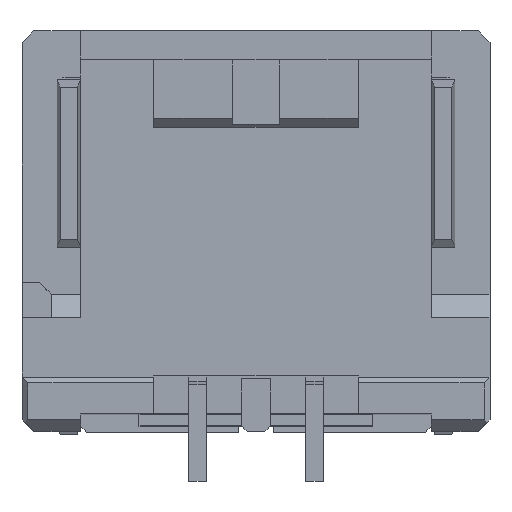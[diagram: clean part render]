
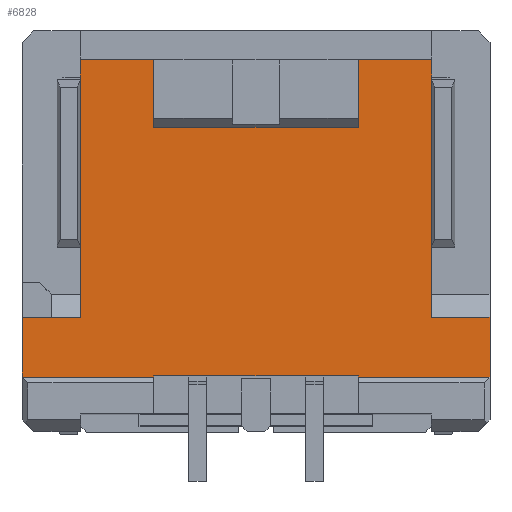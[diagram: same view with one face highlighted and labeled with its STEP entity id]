
A CAD part, top view. The second image highlights one B-rep face of the part: STEP entity #6828.
In plain terms, the highlighted planar face has unit normal (0, 0, 1).
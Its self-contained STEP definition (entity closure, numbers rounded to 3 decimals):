
#45=DIRECTION('',(0.,1.,0.));
#46=VECTOR('',#45,1.02);
#47=CARTESIAN_POINT('',(4.,-2.62,5.875));
#48=LINE('',#47,#46);
#317=DIRECTION('',(0.,1.,0.));
#318=VECTOR('',#317,4.4);
#319=CARTESIAN_POINT('',(3.,-1.6,5.875));
#320=LINE('',#319,#318);
#545=DIRECTION('',(0.,-1.,0.));
#546=VECTOR('',#545,4.4);
#547=CARTESIAN_POINT('',(-3.,2.8,5.875));
#548=LINE('',#547,#546);
#1357=DIRECTION('',(0.,1.,0.));
#1358=VECTOR('',#1357,1.02);
#1359=CARTESIAN_POINT('',(-4.,-2.62,5.875));
#1360=LINE('',#1359,#1358);
#1489=DIRECTION('',(1.,0.,0.));
#1490=VECTOR('',#1489,1.25);
#1491=CARTESIAN_POINT('',(-3.,2.8,5.875));
#1492=LINE('',#1491,#1490);
#1501=DIRECTION('',(-1.,0.,0.));
#1502=VECTOR('',#1501,1.25);
#1503=CARTESIAN_POINT('',(3.,2.8,5.875));
#1504=LINE('',#1503,#1502);
#1521=DIRECTION('',(-1.,0.,0.));
#1522=VECTOR('',#1521,3.5);
#1523=CARTESIAN_POINT('',(1.75,1.65,5.875));
#1524=LINE('',#1523,#1522);
#1561=DIRECTION('',(0.,-1.,0.));
#1562=VECTOR('',#1561,1.15);
#1563=CARTESIAN_POINT('',(1.75,2.8,5.875));
#1564=LINE('',#1563,#1562);
#1565=DIRECTION('',(0.,-1.,0.));
#1566=VECTOR('',#1565,1.15);
#1567=CARTESIAN_POINT('',(-1.75,2.8,5.875));
#1568=LINE('',#1567,#1566);
#1569=DIRECTION('',(-1.,0.,0.));
#1570=VECTOR('',#1569,1.);
#1571=CARTESIAN_POINT('',(4.,-1.6,5.875));
#1572=LINE('',#1571,#1570);
#1573=DIRECTION('',(-1.,0.,0.));
#1574=VECTOR('',#1573,2.25);
#1575=CARTESIAN_POINT('',(4.,-2.62,5.875));
#1576=LINE('',#1575,#1574);
#1577=DIRECTION('',(0.,1.,0.));
#1578=VECTOR('',#1577,0.02);
#1579=CARTESIAN_POINT('',(1.75,-2.62,5.875));
#1580=LINE('',#1579,#1578);
#1581=DIRECTION('',(-1.,0.,0.));
#1582=VECTOR('',#1581,3.5);
#1583=CARTESIAN_POINT('',(1.75,-2.6,5.875));
#1584=LINE('',#1583,#1582);
#1585=DIRECTION('',(0.,1.,0.));
#1586=VECTOR('',#1585,0.02);
#1587=CARTESIAN_POINT('',(-1.75,-2.62,5.875));
#1588=LINE('',#1587,#1586);
#1589=DIRECTION('',(-1.,0.,0.));
#1590=VECTOR('',#1589,2.25);
#1591=CARTESIAN_POINT('',(-1.75,-2.62,5.875));
#1592=LINE('',#1591,#1590);
#1593=DIRECTION('',(1.,0.,0.));
#1594=VECTOR('',#1593,1.);
#1595=CARTESIAN_POINT('',(-4.,-1.6,5.875));
#1596=LINE('',#1595,#1594);
#3685=CARTESIAN_POINT('',(-4.,-1.6,5.875));
#3686=CARTESIAN_POINT('',(-3.,-1.6,5.875));
#3687=VERTEX_POINT('',#3685);
#3688=VERTEX_POINT('',#3686);
#3695=CARTESIAN_POINT('',(-4.,-2.62,5.875));
#3696=VERTEX_POINT('',#3695);
#3717=CARTESIAN_POINT('',(4.,-1.6,5.875));
#3718=VERTEX_POINT('',#3717);
#3719=CARTESIAN_POINT('',(3.,-1.6,5.875));
#3720=VERTEX_POINT('',#3719);
#3727=CARTESIAN_POINT('',(4.,-2.62,5.875));
#3728=VERTEX_POINT('',#3727);
#4155=CARTESIAN_POINT('',(1.75,-2.6,5.875));
#4156=CARTESIAN_POINT('',(-1.75,-2.6,5.875));
#4157=VERTEX_POINT('',#4155);
#4158=VERTEX_POINT('',#4156);
#4159=CARTESIAN_POINT('',(-1.75,-2.62,5.875));
#4160=VERTEX_POINT('',#4159);
#4161=CARTESIAN_POINT('',(1.75,-2.62,5.875));
#4162=VERTEX_POINT('',#4161);
#4473=CARTESIAN_POINT('',(-1.75,1.65,5.875));
#4475=VERTEX_POINT('',#4473);
#4477=CARTESIAN_POINT('',(1.75,1.65,5.875));
#4479=VERTEX_POINT('',#4477);
#4485=CARTESIAN_POINT('',(-1.75,2.8,5.875));
#4486=VERTEX_POINT('',#4485);
#4487=CARTESIAN_POINT('',(-3.,2.8,5.875));
#4488=VERTEX_POINT('',#4487);
#4489=CARTESIAN_POINT('',(3.,2.8,5.875));
#4490=CARTESIAN_POINT('',(1.75,2.8,5.875));
#4491=VERTEX_POINT('',#4489);
#4492=VERTEX_POINT('',#4490);
#6797=CARTESIAN_POINT('',(4.,-2.62,5.875));
#6798=DIRECTION('',(0.,0.,1.));
#6799=DIRECTION('',(0.,1.,0.));
#6800=AXIS2_PLACEMENT_3D('',#6797,#6798,#6799);
#6801=PLANE('',#6800);
#6802=ORIENTED_EDGE('',*,*,#5356,.F.);
#6803=ORIENTED_EDGE('',*,*,#6705,.T.);
#6805=ORIENTED_EDGE('',*,*,#6804,.T.);
#6806=ORIENTED_EDGE('',*,*,#6744,.F.);
#6807=ORIENTED_EDGE('',*,*,#6792,.F.);
#6808=ORIENTED_EDGE('',*,*,#6710,.F.);
#6809=ORIENTED_EDGE('',*,*,#5121,.F.);
#6811=ORIENTED_EDGE('',*,*,#6810,.F.);
#6812=ORIENTED_EDGE('',*,*,#4850,.F.);
#6814=ORIENTED_EDGE('',*,*,#6813,.T.);
#6816=ORIENTED_EDGE('',*,*,#6815,.T.);
#6818=ORIENTED_EDGE('',*,*,#6817,.T.);
#6820=ORIENTED_EDGE('',*,*,#6819,.F.);
#6822=ORIENTED_EDGE('',*,*,#6821,.T.);
#6823=ORIENTED_EDGE('',*,*,#6607,.T.);
#6825=ORIENTED_EDGE('',*,*,#6824,.T.);
#6826=EDGE_LOOP('',(#6802,#6803,#6805,#6806,#6807,#6808,#6809,#6811,#6812,#6814,
#6816,#6818,#6820,#6822,#6823,#6825));
#6827=FACE_OUTER_BOUND('',#6826,.F.);
#6828=ADVANCED_FACE('',(#6827),#6801,.T.);
#4850=EDGE_CURVE('',#3728,#3718,#48,.T.);
#5121=EDGE_CURVE('',#3720,#4491,#320,.T.);
#5356=EDGE_CURVE('',#4488,#3688,#548,.T.);
#6607=EDGE_CURVE('',#3696,#3687,#1360,.T.);
#6705=EDGE_CURVE('',#4488,#4486,#1492,.T.);
#6710=EDGE_CURVE('',#4491,#4492,#1504,.T.);
#6744=EDGE_CURVE('',#4479,#4475,#1524,.T.);
#6792=EDGE_CURVE('',#4492,#4479,#1564,.T.);
#6804=EDGE_CURVE('',#4486,#4475,#1568,.T.);
#6810=EDGE_CURVE('',#3718,#3720,#1572,.T.);
#6813=EDGE_CURVE('',#3728,#4162,#1576,.T.);
#6815=EDGE_CURVE('',#4162,#4157,#1580,.T.);
#6817=EDGE_CURVE('',#4157,#4158,#1584,.T.);
#6819=EDGE_CURVE('',#4160,#4158,#1588,.T.);
#6821=EDGE_CURVE('',#4160,#3696,#1592,.T.);
#6824=EDGE_CURVE('',#3687,#3688,#1596,.T.);
